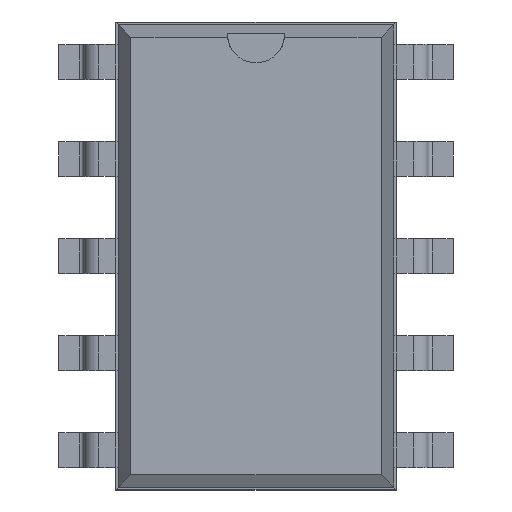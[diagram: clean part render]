
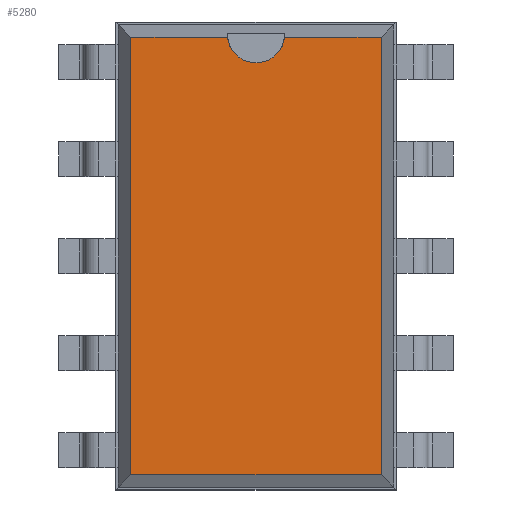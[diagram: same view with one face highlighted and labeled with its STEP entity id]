
A CAD part, top view. The second image highlights one B-rep face of the part: STEP entity #5280.
In plain terms, the highlighted planar face has unit normal (0, 0, 1).
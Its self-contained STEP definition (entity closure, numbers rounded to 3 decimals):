
#3474 = VERTEX_POINT('',#3475);
#3475 = CARTESIAN_POINT('',(3.276,5.726,3.68));
#3480 = EDGE_CURVE('',#3481,#3474,#3483,.T.);
#3481 = VERTEX_POINT('',#3482);
#3482 = CARTESIAN_POINT('',(3.276,-5.726,3.68));
#3483 = LINE('',#3484,#3485);
#3484 = CARTESIAN_POINT('',(3.276,-5.726,3.68));
#3485 = VECTOR('',#3486,1.);
#3486 = DIRECTION('',(0.,1.,0.));
#4329 = VERTEX_POINT('',#4330);
#4330 = CARTESIAN_POINT('',(-3.276,5.726,3.68));
#4335 = EDGE_CURVE('',#4336,#4329,#4338,.T.);
#4336 = VERTEX_POINT('',#4337);
#4337 = CARTESIAN_POINT('',(-0.746,5.726,3.68));
#4338 = LINE('',#4339,#4340);
#4339 = CARTESIAN_POINT('',(3.276,5.726,3.68));
#4340 = VECTOR('',#4341,1.);
#4341 = DIRECTION('',(-1.,0.,0.));
#4361 = VERTEX_POINT('',#4362);
#4362 = CARTESIAN_POINT('',(0.746,5.726,3.68));
#4370 = EDGE_CURVE('',#3474,#4361,#4371,.T.);
#4371 = LINE('',#4372,#4373);
#4372 = CARTESIAN_POINT('',(3.276,5.726,3.68));
#4373 = VECTOR('',#4374,1.);
#4374 = DIRECTION('',(-1.,0.,0.));
#4421 = VERTEX_POINT('',#4422);
#4422 = CARTESIAN_POINT('',(-3.276,-5.726,3.68));
#4427 = EDGE_CURVE('',#4329,#4421,#4428,.T.);
#4428 = LINE('',#4429,#4430);
#4429 = CARTESIAN_POINT('',(-3.276,5.726,3.68));
#4430 = VECTOR('',#4431,1.);
#4431 = DIRECTION('',(0.,-1.,0.));
#5269 = EDGE_CURVE('',#4421,#3481,#5270,.T.);
#5270 = LINE('',#5271,#5272);
#5271 = CARTESIAN_POINT('',(-3.276,-5.726,3.68));
#5272 = VECTOR('',#5273,1.);
#5273 = DIRECTION('',(1.,0.,0.));
#5280 = ADVANCED_FACE('',(#5281),#5304,.F.);
#5281 = FACE_BOUND('',#5282,.F.);
#5282 = EDGE_LOOP('',(#5283,#5284,#5285,#5286,#5287,#5296,#5303));
#5283 = ORIENTED_EDGE('',*,*,#3480,.F.);
#5284 = ORIENTED_EDGE('',*,*,#5269,.F.);
#5285 = ORIENTED_EDGE('',*,*,#4427,.F.);
#5286 = ORIENTED_EDGE('',*,*,#4335,.F.);
#5287 = ORIENTED_EDGE('',*,*,#5288,.F.);
#5288 = EDGE_CURVE('',#5289,#4336,#5291,.T.);
#5289 = VERTEX_POINT('',#5290);
#5290 = CARTESIAN_POINT('',(0.,5.051,3.68));
#5291 = CIRCLE('',#5292,0.75);
#5292 = AXIS2_PLACEMENT_3D('',#5293,#5294,#5295);
#5293 = CARTESIAN_POINT('',(0.,5.801,3.68));
#5294 = DIRECTION('',(0.,0.,-1.));
#5295 = DIRECTION('',(0.,-1.,0.));
#5296 = ORIENTED_EDGE('',*,*,#5297,.F.);
#5297 = EDGE_CURVE('',#4361,#5289,#5298,.T.);
#5298 = CIRCLE('',#5299,0.75);
#5299 = AXIS2_PLACEMENT_3D('',#5300,#5301,#5302);
#5300 = CARTESIAN_POINT('',(0.,5.801,3.68));
#5301 = DIRECTION('',(0.,0.,-1.));
#5302 = DIRECTION('',(0.,-1.,0.));
#5303 = ORIENTED_EDGE('',*,*,#4370,.F.);
#5304 = PLANE('',#5305);
#5305 = AXIS2_PLACEMENT_3D('',#5306,#5307,#5308);
#5306 = CARTESIAN_POINT('',(3.276,-5.726,3.68));
#5307 = DIRECTION('',(0.,0.,-1.));
#5308 = DIRECTION('',(-0.497,0.868,0.));
